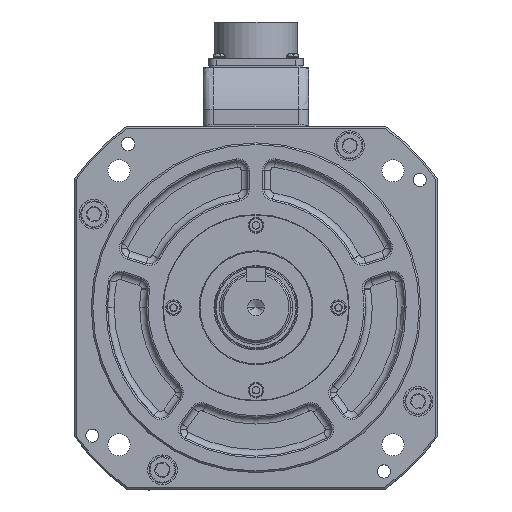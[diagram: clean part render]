
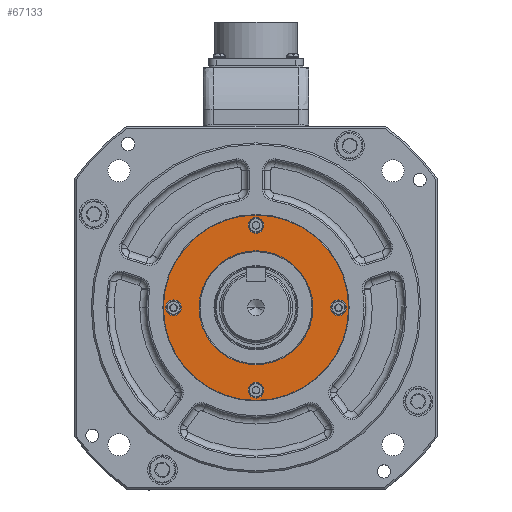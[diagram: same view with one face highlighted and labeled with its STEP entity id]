
A CAD part, top view. The second image highlights one B-rep face of the part: STEP entity #67133.
In plain terms, the highlighted planar face has unit normal (0, 0, 1).
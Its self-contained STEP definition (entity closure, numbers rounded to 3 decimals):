
#802 = DIRECTION ( 'NONE',  ( 1., 0., 0. ) ) ;
#815 = CARTESIAN_POINT ( 'NONE',  ( 50., 0., 26. ) ) ;
#844 = DIRECTION ( 'NONE',  ( 0., 0., 1. ) ) ;
#851 = DIRECTION ( 'NONE',  ( 0., 0., 1. ) ) ;
#886 = CARTESIAN_POINT ( 'NONE',  ( -50., 0., 26. ) ) ;
#888 = DIRECTION ( 'NONE',  ( 1., 0., 0. ) ) ;
#964 = CARTESIAN_POINT ( 'NONE',  ( 0., 0., 26. ) ) ;
#990 = DIRECTION ( 'NONE',  ( 0., 0., 1. ) ) ;
#992 = DIRECTION ( 'NONE',  ( 1., 0., 0. ) ) ;
#9832 = VERTEX_POINT ( 'NONE', #83971 ) ;
#9833 = VERTEX_POINT ( 'NONE', #84043 ) ;
#9840 = VERTEX_POINT ( 'NONE', #84035 ) ;
#9843 = VERTEX_POINT ( 'NONE', #84047 ) ;
#9844 = VERTEX_POINT ( 'NONE', #84037 ) ;
#9855 = VERTEX_POINT ( 'NONE', #84008 ) ;
#9856 = VERTEX_POINT ( 'NONE', #84045 ) ;
#9881 = VERTEX_POINT ( 'NONE', #84107 ) ;
#9898 = VERTEX_POINT ( 'NONE', #84127 ) ;
#9900 = VERTEX_POINT ( 'NONE', #84143 ) ;
#9921 = VERTEX_POINT ( 'NONE', #84171 ) ;
#9968 = VERTEX_POINT ( 'NONE', #84277 ) ;
#20372 = DIRECTION ( 'NONE',  ( -1., 0., 0. ) ) ;
#20386 = DIRECTION ( 'NONE',  ( 0., 0., -1. ) ) ;
#43438 = AXIS2_PLACEMENT_3D ( 'NONE', #97370, #20386, #20372 ) ;
#67133 = ADVANCED_FACE ( 'NONE', ( #97358, #97355, #97360, #97331, #97351, #97364 ), #97365, .F. ) ;
#83971 = CARTESIAN_POINT ( 'NONE',  ( 45.25, 0., 26. ) ) ;
#84008 = CARTESIAN_POINT ( 'NONE',  ( -45.25, 0., 26. ) ) ;
#84035 = CARTESIAN_POINT ( 'NONE',  ( -54.75, 0., 26. ) ) ;
#84037 = CARTESIAN_POINT ( 'NONE',  ( 4.75, 50., 26. ) ) ;
#84043 = CARTESIAN_POINT ( 'NONE',  ( -4.75, -50., 26. ) ) ;
#84045 = CARTESIAN_POINT ( 'NONE',  ( -4.75, 50., 26. ) ) ;
#84047 = CARTESIAN_POINT ( 'NONE',  ( 34.546, 0., 26. ) ) ;
#84107 = CARTESIAN_POINT ( 'NONE',  ( 4.75, -50., 26. ) ) ;
#84127 = CARTESIAN_POINT ( 'NONE',  ( 54.75, 0., 26. ) ) ;
#84143 = CARTESIAN_POINT ( 'NONE',  ( -34.546, 0., 26. ) ) ;
#84171 = CARTESIAN_POINT ( 'NONE',  ( 56.2, 0., 26. ) ) ;
#84277 = CARTESIAN_POINT ( 'NONE',  ( -56.2, 0., 26. ) ) ;
#86922 = EDGE_CURVE ( 'NONE', #9833, #9881, #95690, .T. ) ;
#87001 = EDGE_CURVE ( 'NONE', #9881, #9833, #95693, .T. ) ;
#87013 = EDGE_CURVE ( 'NONE', #9968, #9921, #95725, .T. ) ;
#87064 = EDGE_CURVE ( 'NONE', #9832, #9898, #95866, .T. ) ;
#87071 = EDGE_CURVE ( 'NONE', #9844, #9856, #95852, .T. ) ;
#87076 = EDGE_CURVE ( 'NONE', #9900, #9843, #95841, .T. ) ;
#87090 = EDGE_CURVE ( 'NONE', #9840, #9855, #95825, .T. ) ;
#87116 = EDGE_CURVE ( 'NONE', #9856, #9844, #95845, .T. ) ;
#87125 = EDGE_CURVE ( 'NONE', #9921, #9968, #95855, .T. ) ;
#87200 = EDGE_CURVE ( 'NONE', #9898, #9832, #95873, .T. ) ;
#87225 = EDGE_CURVE ( 'NONE', #9855, #9840, #95907, .T. ) ;
#87244 = EDGE_CURVE ( 'NONE', #9843, #9900, #95888, .T. ) ;
#95571 = AXIS2_PLACEMENT_3D ( 'NONE', #96750, #96733, #96727 ) ;
#95690 = CIRCLE ( 'NONE', #95571, 4.75 ) ;
#95693 = CIRCLE ( 'NONE', #95707, 4.75 ) ;
#95707 = AXIS2_PLACEMENT_3D ( 'NONE', #96825, #96806, #96826 ) ;
#95725 = CIRCLE ( 'NONE', #95727, 56.2 ) ;
#95727 = AXIS2_PLACEMENT_3D ( 'NONE', #96872, #96855, #96856 ) ;
#95818 = AXIS2_PLACEMENT_3D ( 'NONE', #96936, #96959, #96920 ) ;
#95824 = AXIS2_PLACEMENT_3D ( 'NONE', #96883, #96900, #96901 ) ;
#95825 = CIRCLE ( 'NONE', #95818, 4.75 ) ;
#95837 = AXIS2_PLACEMENT_3D ( 'NONE', #96949, #96960, #96961 ) ;
#95841 = CIRCLE ( 'NONE', #95837, 34.546 ) ;
#95842 = AXIS2_PLACEMENT_3D ( 'NONE', #96966, #96994, #96974 ) ;
#95845 = CIRCLE ( 'NONE', #95860, 4.75 ) ;
#95851 = AXIS2_PLACEMENT_3D ( 'NONE', #96882, #96887, #96899 ) ;
#95852 = CIRCLE ( 'NONE', #95824, 4.75 ) ;
#95855 = CIRCLE ( 'NONE', #95842, 56.2 ) ;
#95860 = AXIS2_PLACEMENT_3D ( 'NONE', #96992, #96991, #97002 ) ;
#95866 = CIRCLE ( 'NONE', #95851, 4.75 ) ;
#95873 = CIRCLE ( 'NONE', #95891, 4.75 ) ;
#95888 = CIRCLE ( 'NONE', #95931, 34.546 ) ;
#95891 = AXIS2_PLACEMENT_3D ( 'NONE', #815, #844, #802 ) ;
#95907 = CIRCLE ( 'NONE', #95926, 4.75 ) ;
#95926 = AXIS2_PLACEMENT_3D ( 'NONE', #886, #851, #888 ) ;
#95931 = AXIS2_PLACEMENT_3D ( 'NONE', #964, #990, #992 ) ;
#96727 = DIRECTION ( 'NONE',  ( 1., 0., 0. ) ) ;
#96733 = DIRECTION ( 'NONE',  ( 0., 0., 1. ) ) ;
#96750 = CARTESIAN_POINT ( 'NONE',  ( 0., -50., 26. ) ) ;
#96806 = DIRECTION ( 'NONE',  ( 0., 0., 1. ) ) ;
#96825 = CARTESIAN_POINT ( 'NONE',  ( 0., -50., 26. ) ) ;
#96826 = DIRECTION ( 'NONE',  ( 1., 0., 0. ) ) ;
#96855 = DIRECTION ( 'NONE',  ( 0., 0., 1. ) ) ;
#96856 = DIRECTION ( 'NONE',  ( 1., 0., 0. ) ) ;
#96872 = CARTESIAN_POINT ( 'NONE',  ( 0., 0., 26. ) ) ;
#96882 = CARTESIAN_POINT ( 'NONE',  ( 50., 0., 26. ) ) ;
#96883 = CARTESIAN_POINT ( 'NONE',  ( 0., 50., 26. ) ) ;
#96887 = DIRECTION ( 'NONE',  ( 0., 0., 1. ) ) ;
#96899 = DIRECTION ( 'NONE',  ( 1., 0., 0. ) ) ;
#96900 = DIRECTION ( 'NONE',  ( 0., 0., 1. ) ) ;
#96901 = DIRECTION ( 'NONE',  ( 1., 0., 0. ) ) ;
#96920 = DIRECTION ( 'NONE',  ( 1., 0., 0. ) ) ;
#96936 = CARTESIAN_POINT ( 'NONE',  ( -50., 0., 26. ) ) ;
#96949 = CARTESIAN_POINT ( 'NONE',  ( 0., 0., 26. ) ) ;
#96959 = DIRECTION ( 'NONE',  ( 0., 0., 1. ) ) ;
#96960 = DIRECTION ( 'NONE',  ( 0., 0., 1. ) ) ;
#96961 = DIRECTION ( 'NONE',  ( 1., 0., 0. ) ) ;
#96966 = CARTESIAN_POINT ( 'NONE',  ( 0., 0., 26. ) ) ;
#96974 = DIRECTION ( 'NONE',  ( 1., 0., 0. ) ) ;
#96991 = DIRECTION ( 'NONE',  ( 0., 0., 1. ) ) ;
#96992 = CARTESIAN_POINT ( 'NONE',  ( 0., 50., 26. ) ) ;
#96994 = DIRECTION ( 'NONE',  ( 0., 0., 1. ) ) ;
#97002 = DIRECTION ( 'NONE',  ( 1., 0., 0. ) ) ;
#97331 = FACE_BOUND ( 'NONE', #100909, .T. ) ;
#97351 = FACE_BOUND ( 'NONE', #100905, .T. ) ;
#97355 = FACE_BOUND ( 'NONE', #100907, .T. ) ;
#97358 = FACE_BOUND ( 'NONE', #100929, .T. ) ;
#97360 = FACE_BOUND ( 'NONE', #100921, .T. ) ;
#97364 = FACE_OUTER_BOUND ( 'NONE', #100936, .T. ) ;
#97365 = PLANE ( 'NONE',  #43438 ) ;
#97370 = CARTESIAN_POINT ( 'NONE',  ( 0., 34.546, 26. ) ) ;
#98917 = ORIENTED_EDGE ( 'NONE', *, *, #87076, .F. ) ;
#98937 = ORIENTED_EDGE ( 'NONE', *, *, #87013, .T. ) ;
#98966 = ORIENTED_EDGE ( 'NONE', *, *, #87116, .F. ) ;
#98968 = ORIENTED_EDGE ( 'NONE', *, *, #87125, .T. ) ;
#98986 = ORIENTED_EDGE ( 'NONE', *, *, #87001, .F. ) ;
#98991 = ORIENTED_EDGE ( 'NONE', *, *, #87225, .F. ) ;
#99021 = ORIENTED_EDGE ( 'NONE', *, *, #87200, .F. ) ;
#99022 = ORIENTED_EDGE ( 'NONE', *, *, #86922, .F. ) ;
#99030 = ORIENTED_EDGE ( 'NONE', *, *, #87064, .F. ) ;
#99075 = ORIENTED_EDGE ( 'NONE', *, *, #87071, .F. ) ;
#99086 = ORIENTED_EDGE ( 'NONE', *, *, #87090, .F. ) ;
#99087 = ORIENTED_EDGE ( 'NONE', *, *, #87244, .F. ) ;
#100905 = EDGE_LOOP ( 'NONE', ( #99087, #98917 ) ) ;
#100907 = EDGE_LOOP ( 'NONE', ( #99021, #99030 ) ) ;
#100909 = EDGE_LOOP ( 'NONE', ( #99075, #98966 ) ) ;
#100921 = EDGE_LOOP ( 'NONE', ( #98991, #99086 ) ) ;
#100929 = EDGE_LOOP ( 'NONE', ( #98986, #99022 ) ) ;
#100936 = EDGE_LOOP ( 'NONE', ( #98937, #98968 ) ) ;
